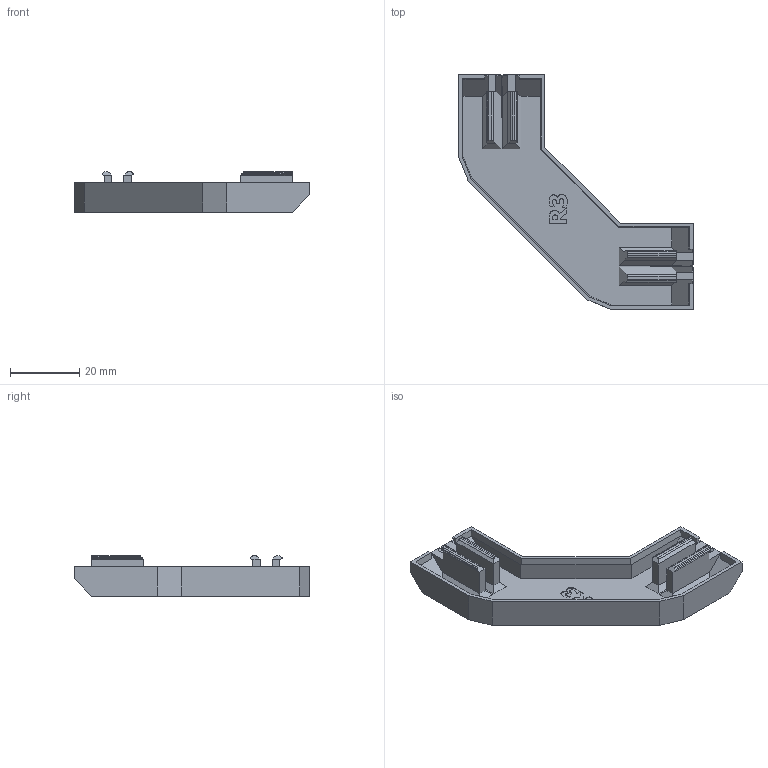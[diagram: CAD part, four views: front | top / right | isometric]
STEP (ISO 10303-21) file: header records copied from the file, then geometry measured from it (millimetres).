
FILE_DESCRIPTION(/* description */ (''),/* implementation_level */ '2;1');
FILE_NAME(/* name */ 'xlcd-cable-bottom-cover.stp',/* time_stamp */ '2023-12-19T13:10:18+01:00',/* author */ ('Dominik Tebich'),/* organization */ (''),/* preprocessor_version */ 'ST-DEVELOPER v19.2',/* originating_system */ 'Autodesk Inventor 2023',/* authorisation */ '');
FILE_SCHEMA (('AUTOMOTIVE_DESIGN { 1 0 10303 214 3 1 1 }'));
Length unit declared in the file: millimetre
Products named in the file (1): xlcd-cable-bottom-cover_R3
Bounding box: 68 x 68 x 11.65 mm (x, y, z)
Volume: 6761.1 mm3; surface area: 8878.4 mm2
Topology: 1 solids, 1 shells, 193 faces, 526 edges, 338 vertices
Faces by surface type: plane 152, bspline 27, cylinder 14
Entity records: 6149 total; most frequent: CARTESIAN_POINT 1409, ORIENTED_EDGE 1052, DIRECTION 834, EDGE_CURVE 526, LINE 444, VECTOR 444, VERTEX_POINT 338, EDGE_LOOP 196
